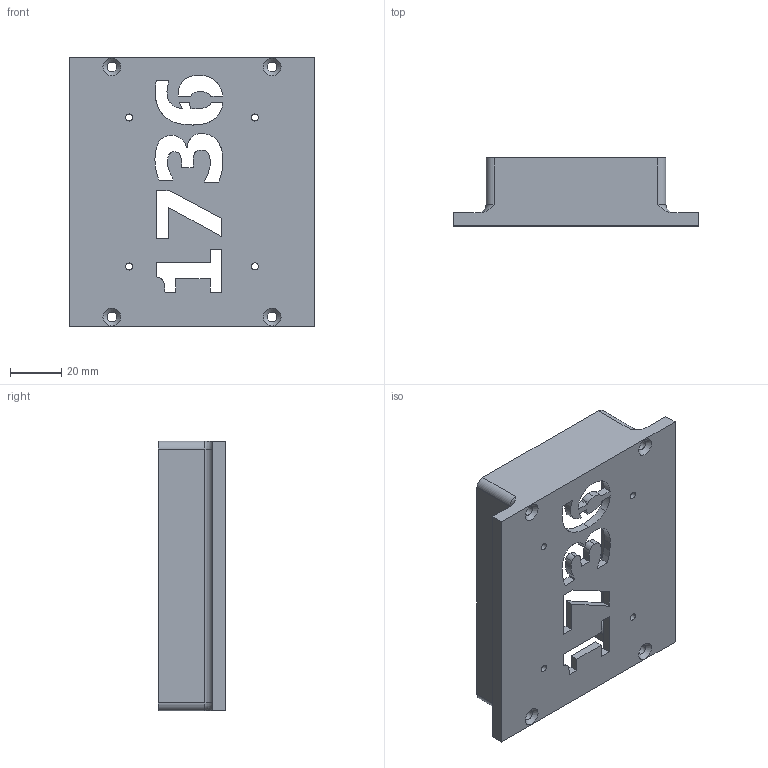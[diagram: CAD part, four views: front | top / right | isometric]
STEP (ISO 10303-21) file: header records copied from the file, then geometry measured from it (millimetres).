
FILE_DESCRIPTION(/* description */ (''),/* implementation_level */ '2;1');
FILE_NAME(/* name */ 'bottom.stp',/* time_stamp */ '2020-01-18T18:53:51-06:00',/* author */ ('chris'),/* organization */ (''),/* preprocessor_version */ 'ST-DEVELOPER v18',/* originating_system */ 'Autodesk Inventor 2020',/* authorisation */ '');
FILE_SCHEMA (('AUTOMOTIVE_DESIGN { 1 0 10303 214 3 1 1 }'));
Length unit declared in the file: inch
Products named in the file (1): Part2
Bounding box: 95.4 x 26.35 x 105 mm (x, y, z)
Volume: 53391.5 mm3; surface area: 34095.2 mm2
Topology: 1 solids, 1 shells, 126 faces, 368 edges, 244 vertices
Faces by surface type: plane 53, bspline 42, cylinder 21, torus 6, cone 4
Full cylindrical faces by diameter (mm): 2.743 x3, 2.75 x1, 3.81 x4
Entity records: 4703 total; most frequent: CARTESIAN_POINT 1543, ORIENTED_EDGE 736, DIRECTION 490, EDGE_CURVE 368, VERTEX_POINT 244, LINE 212, VECTOR 212, EDGE_LOOP 152
